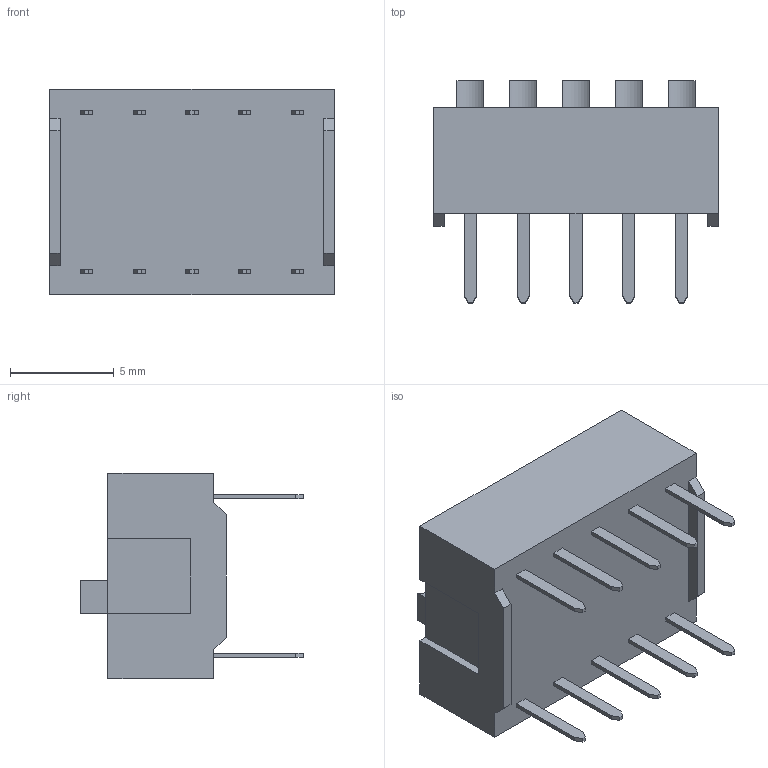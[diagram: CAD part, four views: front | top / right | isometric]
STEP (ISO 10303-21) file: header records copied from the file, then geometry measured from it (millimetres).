
FILE_DESCRIPTION (( 'STEP AP214' ), '1' );
FILE_NAME ('User Library-DIP-Switch.STEP', '2010-11-04T08:31:58', ( 'SysAdmin' ), ( 'SolidWorks' ), 'SwSTEP 2.0', 'SolidWorks 2010', '' );
FILE_SCHEMA (( 'AUTOMOTIVE_DESIGN' ));
Length unit declared in the file: millimetre
Products named in the file (1): User Library-DIP-Switch
Bounding box: 13.7 x 10.7 x 9.9 mm (x, y, z)
Volume: 693 mm3; surface area: 681.3 mm2
Topology: 1 solids, 1 shells, 312 faces, 826 edges, 544 vertices
Faces by surface type: plane 209, bspline 88, cylinder 15
Entity records: 18406 total; most frequent: CARTESIAN_POINT 7779, ORIENTED_EDGE 1652, DIRECTION 1130, EDGE_CURVE 826, VECTOR 620, LINE 620, VERTEX_POINT 544, EDGE_LOOP 340
